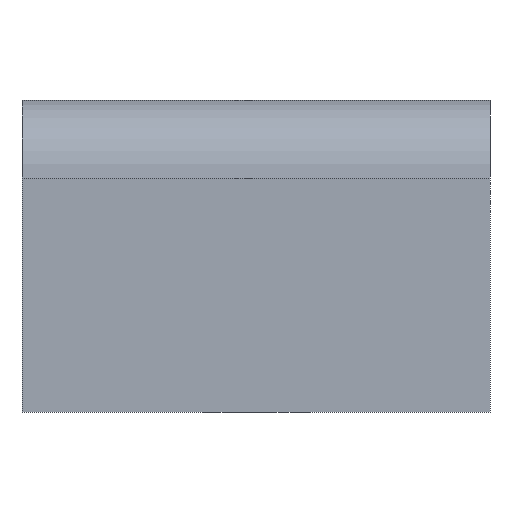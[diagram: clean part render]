
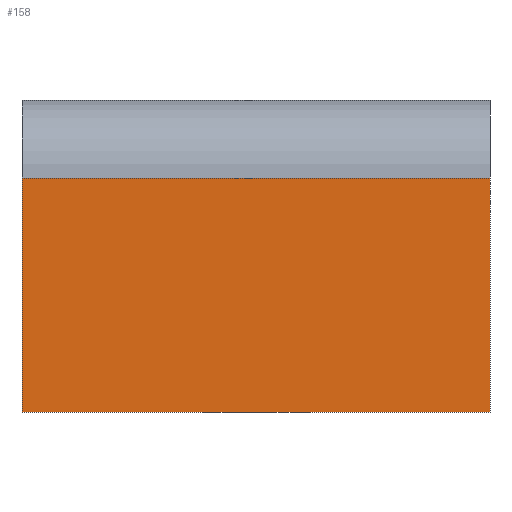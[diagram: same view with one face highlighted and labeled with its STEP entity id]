
A CAD part, front view. The second image highlights one B-rep face of the part: STEP entity #158.
In plain terms, the highlighted planar face has unit normal (0, -1, 0).
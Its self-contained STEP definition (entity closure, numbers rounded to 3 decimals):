
#18=PLANE('',#189);
#29=FACE_OUTER_BOUND('',#38,.T.);
#38=EDGE_LOOP('',(#130,#131,#132,#133));
#48=LINE('',#258,#63);
#49=LINE('',#261,#64);
#53=LINE('',#269,#68);
#54=LINE('',#270,#69);
#63=VECTOR('',#215,10.);
#64=VECTOR('',#218,10.);
#68=VECTOR('',#224,10.);
#69=VECTOR('',#225,10.);
#83=VERTEX_POINT('',#251);
#86=VERTEX_POINT('',#256);
#87=VERTEX_POINT('',#260);
#90=VERTEX_POINT('',#268);
#101=EDGE_CURVE('',#86,#83,#48,.T.);
#102=EDGE_CURVE('',#87,#83,#49,.T.);
#106=EDGE_CURVE('',#90,#86,#53,.T.);
#107=EDGE_CURVE('',#90,#87,#54,.T.);
#130=ORIENTED_EDGE('',*,*,#101,.F.);
#131=ORIENTED_EDGE('',*,*,#106,.F.);
#132=ORIENTED_EDGE('',*,*,#107,.T.);
#133=ORIENTED_EDGE('',*,*,#102,.T.);
#158=ADVANCED_FACE('',(#29),#18,.T.);
#189=AXIS2_PLACEMENT_3D('',#267,#222,#223);
#215=DIRECTION('',(1.,0.,0.));
#218=DIRECTION('',(0.,0.,1.));
#222=DIRECTION('center_axis',(0.,-1.,0.));
#223=DIRECTION('ref_axis',(1.,0.,0.));
#224=DIRECTION('',(0.,0.,1.));
#225=DIRECTION('',(1.,0.,0.));
#251=CARTESIAN_POINT('',(87.666,-30.,-67.999));
#256=CARTESIAN_POINT('',(57.666,-30.,-67.999));
#258=CARTESIAN_POINT('',(65.166,-30.,-67.999));
#260=CARTESIAN_POINT('',(87.666,-30.,-82.999));
#261=CARTESIAN_POINT('',(87.666,-30.,-82.999));
#267=CARTESIAN_POINT('Origin',(57.666,-30.,-82.999));
#268=CARTESIAN_POINT('',(57.666,-30.,-82.999));
#269=CARTESIAN_POINT('',(57.666,-30.,-82.999));
#270=CARTESIAN_POINT('',(57.666,-30.,-82.999));
